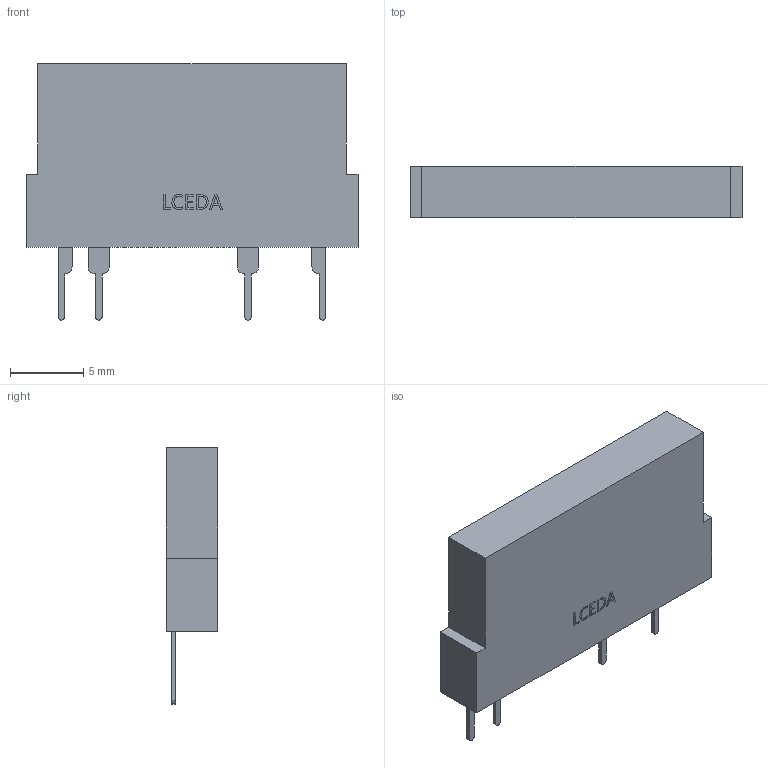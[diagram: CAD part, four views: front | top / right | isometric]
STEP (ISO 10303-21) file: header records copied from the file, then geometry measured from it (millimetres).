
FILE_DESCRIPTION (( 'STEP AP214' ), '1' );
FILE_NAME ('RELAY-TH_AQZ20X.step', '2022-07-09T13:00:29', ( '' ), ( '' ), 'SwSTEP 2.0', 'SolidWorks 2020', '' );
FILE_SCHEMA (( 'AUTOMOTIVE_DESIGN' ));
Length unit declared in the file: millimetre
Products named in the file (1): RELAY-TH_AQZ20X
Bounding box: 22.6 x 3.51 x 17.44 mm (x, y, z)
Volume: 950.3 mm3; surface area: 825.2 mm2
Topology: 1 solids, 1 shells, 329 faces, 891 edges, 594 vertices
Faces by surface type: plane 203, bspline 112, cylinder 14
Entity records: 14491 total; most frequent: CARTESIAN_POINT 3919, ORIENTED_EDGE 1782, DIRECTION 1127, EDGE_CURVE 891, LINE 635, VECTOR 635, VERTEX_POINT 594, EDGE_LOOP 359
